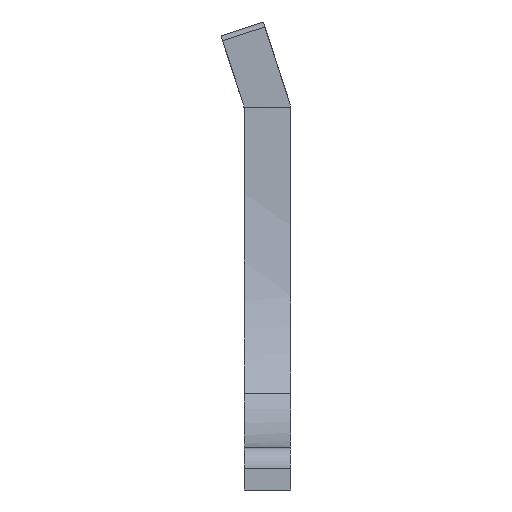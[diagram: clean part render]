
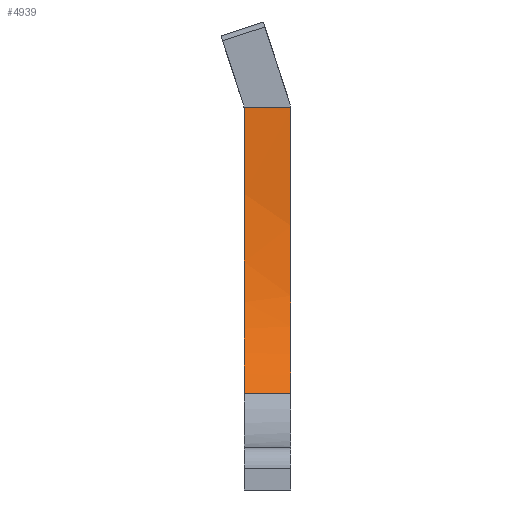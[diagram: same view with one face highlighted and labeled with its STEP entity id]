
A CAD part, left-side view. The second image highlights one B-rep face of the part: STEP entity #4939.
In plain terms, the highlighted free-form (B-spline) face has degree [5, 1] with [15, 2] control points.
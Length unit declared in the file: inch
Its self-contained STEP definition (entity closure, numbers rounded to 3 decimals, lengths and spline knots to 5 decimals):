
#17=(
BOUNDED_SURFACE()
B_SPLINE_SURFACE(5,1,((#7898,#7899),(#7900,#7901),(#7902,#7903),(#7904,
#7905),(#7906,#7907),(#7908,#7909),(#7910,#7911),(#7912,#7913),(#7914,#7915),
(#7916,#7917),(#7918,#7919),(#7920,#7921),(#7922,#7923),(#7924,#7925),(#7926,
#7927)),.UNSPECIFIED.,.F.,.F.,.F.)
B_SPLINE_SURFACE_WITH_KNOTS((6,1,1,1,1,1,1,1,1,1,6),(2,2),(0.371,
0.4,0.46667,0.53333,0.6,0.66667,0.73333,
0.8,0.86667,0.93333,1.),(0.,2.032),.UNSPECIFIED.)
GEOMETRIC_REPRESENTATION_ITEM()
RATIONAL_B_SPLINE_SURFACE(((1.,1.),(1.,1.),(1.,1.),(1.,1.),(1.,1.),(1.,
1.),(1.,1.),(1.,1.),(1.,1.),(1.,1.),(1.,1.),(1.,1.),(1.,1.),(1.,1.),(1.,
1.)))
REPRESENTATION_ITEM('')
SURFACE()
);
#19=B_SPLINE_CURVE_WITH_KNOTS('',3,(#7668,#7669,#7670,#7671,#7672,#7673,
#7674,#7675,#7676,#7677),.UNSPECIFIED.,.F.,.F.,(4,2,2,2,4),(-2.20116,
-2.16743,-2.13951,-2.11484,-2.10015),
 .UNSPECIFIED.);
#23=B_SPLINE_CURVE_WITH_KNOTS('',3,(#7930,#7931,#7932,#7933,#7934,#7935,
#7936,#7937),.UNSPECIFIED.,.F.,.F.,(4,2,2,4),(-7.9226,-4.79095,
-1.9997,0.),.UNSPECIFIED.);
#110=(
BOUNDED_CURVE()
B_SPLINE_CURVE(5,(#7557,#7558,#7559,#7560,#7561,#7562,#7563,#7564,#7565,
#7566,#7567,#7568,#7569,#7570,#7571),.UNSPECIFIED.,.F.,.F.)
B_SPLINE_CURVE_WITH_KNOTS((6,1,1,1,1,1,1,1,1,1,6),(0.371,0.4,
0.46667,0.53333,0.6,0.66667,0.73333,
0.8,0.86667,0.93333,1.),.UNSPECIFIED.)
CURVE()
GEOMETRIC_REPRESENTATION_ITEM()
RATIONAL_B_SPLINE_CURVE((1.,1.,1.,1.,1.,1.,1.,1.,1.,1.,1.,1.,1.,1.,1.))
REPRESENTATION_ITEM('')
);
#373=FACE_OUTER_BOUND('',#649,.T.);
#649=EDGE_LOOP('',(#4271,#4272,#4273,#4274,#4275));
#1307=LINE('',#7698,#1957);
#1337=LINE('',#7929,#1987);
#1957=VECTOR('',#6261,0.3937);
#1987=VECTOR('',#6347,0.3937);
#2388=VERTEX_POINT('',#7544);
#2389=VERTEX_POINT('',#7556);
#2420=VERTEX_POINT('',#7666);
#2421=VERTEX_POINT('',#7667);
#2446=VERTEX_POINT('',#7928);
#3040=EDGE_CURVE('',#2388,#2389,#110,.T.);
#3076=EDGE_CURVE('',#2420,#2421,#19,.T.);
#3084=EDGE_CURVE('',#2420,#2389,#1307,.T.);
#3125=EDGE_CURVE('',#2446,#2388,#1337,.T.);
#3126=EDGE_CURVE('',#2446,#2421,#23,.F.);
#4271=ORIENTED_EDGE('',*,*,#3076,.F.);
#4272=ORIENTED_EDGE('',*,*,#3084,.T.);
#4273=ORIENTED_EDGE('',*,*,#3040,.F.);
#4274=ORIENTED_EDGE('',*,*,#3125,.F.);
#4275=ORIENTED_EDGE('',*,*,#3126,.T.);
#4939=ADVANCED_FACE('',(#373),#17,.T.);
#6261=DIRECTION('',(0.,1.,0.));
#6347=DIRECTION('',(0.,1.,0.));
#7544=CARTESIAN_POINT('',(2.14819,-5.,1.03174));
#7556=CARTESIAN_POINT('',(3.,-5.,4.4));
#7557=CARTESIAN_POINT('Ctrl Pts',(2.14819,-5.,1.03174));
#7558=CARTESIAN_POINT('Ctrl Pts',(2.16647,-5.,1.04969));
#7559=CARTESIAN_POINT('Ctrl Pts',(2.22566,-5.,1.10969));
#7560=CARTESIAN_POINT('Ctrl Pts',(2.32007,-5.,1.216));
#7561=CARTESIAN_POINT('Ctrl Pts',(2.43949,-5.,1.37624));
#7562=CARTESIAN_POINT('Ctrl Pts',(2.57086,-5.,1.6012));
#7563=CARTESIAN_POINT('Ctrl Pts',(2.69266,-5.,1.87952));
#7564=CARTESIAN_POINT('Ctrl Pts',(2.79139,-5.,2.18586));
#7565=CARTESIAN_POINT('Ctrl Pts',(2.86956,-5.,2.52622));
#7566=CARTESIAN_POINT('Ctrl Pts',(2.92899,-5.,2.90827));
#7567=CARTESIAN_POINT('Ctrl Pts',(2.97087,-5.,3.34032));
#7568=CARTESIAN_POINT('Ctrl Pts',(2.99085,-5.,3.73215));
#7569=CARTESIAN_POINT('Ctrl Pts',(2.99834,-5.,4.05464));
#7570=CARTESIAN_POINT('Ctrl Pts',(3.,-5.,4.2827));
#7571=CARTESIAN_POINT('Ctrl Pts',(3.,-5.,4.4));
#7666=CARTESIAN_POINT('',(3.,-5.54684,4.4));
#7667=CARTESIAN_POINT('',(2.99996,-5.55,4.3604));
#7668=CARTESIAN_POINT('Ctrl Pts',(3.,-5.54684,4.4));
#7669=CARTESIAN_POINT('Ctrl Pts',(3.,-5.54755,4.39563));
#7670=CARTESIAN_POINT('Ctrl Pts',(3.,-5.54813,4.39124));
#7671=CARTESIAN_POINT('Ctrl Pts',(2.99999,-5.54899,4.3832));
#7672=CARTESIAN_POINT('Ctrl Pts',(2.99999,-5.54929,4.37954));
#7673=CARTESIAN_POINT('Ctrl Pts',(2.99998,-5.54972,4.37266));
#7674=CARTESIAN_POINT('Ctrl Pts',(2.99998,-5.54986,4.36942));
#7675=CARTESIAN_POINT('Ctrl Pts',(2.99997,-5.54998,4.36426));
#7676=CARTESIAN_POINT('Ctrl Pts',(2.99997,-5.55,4.36233));
#7677=CARTESIAN_POINT('Ctrl Pts',(2.99996,-5.55,4.3604));
#7698=CARTESIAN_POINT('',(3.,-5.8,4.4));
#7898=CARTESIAN_POINT('Ctrl Pts',(2.14819,-5.8,1.03174));
#7899=CARTESIAN_POINT('Ctrl Pts',(2.14819,-5.,1.03174));
#7900=CARTESIAN_POINT('Ctrl Pts',(2.16647,-5.8,1.04969));
#7901=CARTESIAN_POINT('Ctrl Pts',(2.16647,-5.,1.04969));
#7902=CARTESIAN_POINT('Ctrl Pts',(2.22566,-5.8,1.10969));
#7903=CARTESIAN_POINT('Ctrl Pts',(2.22566,-5.,1.10969));
#7904=CARTESIAN_POINT('Ctrl Pts',(2.32007,-5.8,1.216));
#7905=CARTESIAN_POINT('Ctrl Pts',(2.32007,-5.,1.216));
#7906=CARTESIAN_POINT('Ctrl Pts',(2.43949,-5.8,1.37624));
#7907=CARTESIAN_POINT('Ctrl Pts',(2.43949,-5.,1.37624));
#7908=CARTESIAN_POINT('Ctrl Pts',(2.57086,-5.8,1.6012));
#7909=CARTESIAN_POINT('Ctrl Pts',(2.57086,-5.,1.6012));
#7910=CARTESIAN_POINT('Ctrl Pts',(2.69266,-5.8,1.87952));
#7911=CARTESIAN_POINT('Ctrl Pts',(2.69266,-5.,1.87952));
#7912=CARTESIAN_POINT('Ctrl Pts',(2.79139,-5.8,2.18586));
#7913=CARTESIAN_POINT('Ctrl Pts',(2.79139,-5.,2.18586));
#7914=CARTESIAN_POINT('Ctrl Pts',(2.86956,-5.8,2.52622));
#7915=CARTESIAN_POINT('Ctrl Pts',(2.86956,-5.,2.52622));
#7916=CARTESIAN_POINT('Ctrl Pts',(2.92899,-5.8,2.90827));
#7917=CARTESIAN_POINT('Ctrl Pts',(2.92899,-5.,2.90827));
#7918=CARTESIAN_POINT('Ctrl Pts',(2.97087,-5.8,3.34032));
#7919=CARTESIAN_POINT('Ctrl Pts',(2.97087,-5.,3.34032));
#7920=CARTESIAN_POINT('Ctrl Pts',(2.99085,-5.8,3.73215));
#7921=CARTESIAN_POINT('Ctrl Pts',(2.99085,-5.,3.73215));
#7922=CARTESIAN_POINT('Ctrl Pts',(2.99834,-5.8,4.05464));
#7923=CARTESIAN_POINT('Ctrl Pts',(2.99834,-5.,4.05464));
#7924=CARTESIAN_POINT('Ctrl Pts',(3.,-5.8,4.2827));
#7925=CARTESIAN_POINT('Ctrl Pts',(3.,-5.,4.2827));
#7926=CARTESIAN_POINT('Ctrl Pts',(3.,-5.8,4.4));
#7927=CARTESIAN_POINT('Ctrl Pts',(3.,-5.,4.4));
#7928=CARTESIAN_POINT('',(2.14819,-5.55,1.03174));
#7929=CARTESIAN_POINT('',(2.14819,-5.8,1.03174));
#7930=CARTESIAN_POINT('Ctrl Pts',(2.99996,-5.55,4.3604));
#7931=CARTESIAN_POINT('Ctrl Pts',(2.99882,-5.55,3.77333));
#7932=CARTESIAN_POINT('Ctrl Pts',(2.9728,-5.55,3.24241));
#7933=CARTESIAN_POINT('Ctrl Pts',(2.84678,-5.55,2.37525));
#7934=CARTESIAN_POINT('Ctrl Pts',(2.75163,-5.55,1.9989));
#7935=CARTESIAN_POINT('Ctrl Pts',(2.48091,-5.55,1.4303));
#7936=CARTESIAN_POINT('Ctrl Pts',(2.33545,-5.55,1.2156));
#7937=CARTESIAN_POINT('Ctrl Pts',(2.14819,-5.55,1.03174));
